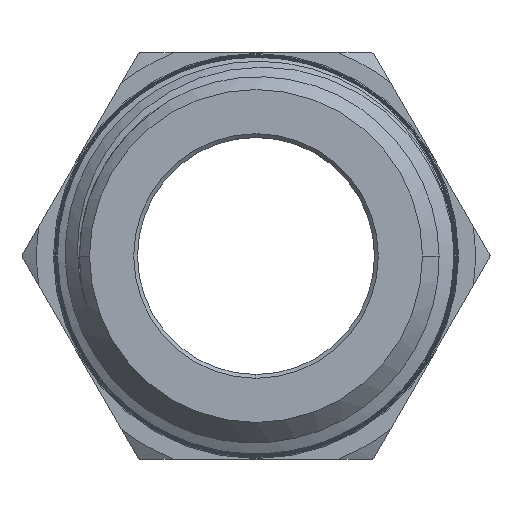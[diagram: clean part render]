
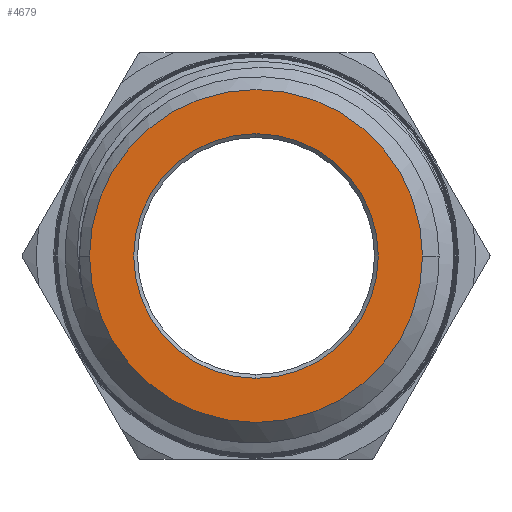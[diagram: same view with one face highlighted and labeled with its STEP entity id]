
A CAD part, left-side view. The second image highlights one B-rep face of the part: STEP entity #4679.
In plain terms, the highlighted planar face has unit normal (-1, 0, 0).
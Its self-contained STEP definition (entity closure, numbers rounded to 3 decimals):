
#1266=CARTESIAN_POINT('',(-15.85,0.,0.));
#1267=DIRECTION('',(1.,0.,0.));
#1268=DIRECTION('',(0.,-1.,0.));
#1269=AXIS2_PLACEMENT_3D('',#1266,#1267,#1268);
#1271=CARTESIAN_POINT('',(-15.85,0.,0.));
#1272=DIRECTION('',(1.,0.,0.));
#1273=DIRECTION('',(0.,1.,0.));
#1274=AXIS2_PLACEMENT_3D('',#1271,#1272,#1273);
#1276=CARTESIAN_POINT('',(-15.85,0.,0.));
#1277=DIRECTION('',(1.,0.,0.));
#1278=DIRECTION('',(0.,0.,1.));
#1279=AXIS2_PLACEMENT_3D('',#1276,#1277,#1278);
#1281=CARTESIAN_POINT('',(-15.85,0.,0.));
#1282=DIRECTION('',(1.,0.,0.));
#1283=DIRECTION('',(0.,0.,-1.));
#1284=AXIS2_PLACEMENT_3D('',#1281,#1282,#1283);
#3067=CARTESIAN_POINT('',(-15.85,-11.027,0.));
#3068=CARTESIAN_POINT('',(-15.85,11.027,0.));
#3069=VERTEX_POINT('',#3067);
#3070=VERTEX_POINT('',#3068);
#3084=CARTESIAN_POINT('',(-15.85,0.,8.1));
#3085=CARTESIAN_POINT('',(-15.85,0.,-8.1));
#3086=VERTEX_POINT('',#3084);
#3087=VERTEX_POINT('',#3085);
#4664=CARTESIAN_POINT('',(-15.85,0.,0.));
#4665=DIRECTION('',(1.,0.,0.));
#4666=DIRECTION('',(0.,-1.,0.));
#4667=AXIS2_PLACEMENT_3D('',#4664,#4665,#4666);
#4668=PLANE('',#4667);
#4669=ORIENTED_EDGE('',*,*,#4489,.T.);
#4670=ORIENTED_EDGE('',*,*,#4654,.T.);
#4671=EDGE_LOOP('',(#4669,#4670));
#4672=FACE_OUTER_BOUND('',#4671,.F.);
#4674=ORIENTED_EDGE('',*,*,#4673,.F.);
#4676=ORIENTED_EDGE('',*,*,#4675,.F.);
#4677=EDGE_LOOP('',(#4674,#4676));
#4678=FACE_BOUND('',#4677,.F.);
#1270=CIRCLE('',#1269,11.027);
#1275=CIRCLE('',#1274,11.027);
#1280=CIRCLE('',#1279,8.1);
#1285=CIRCLE('',#1284,8.1);
#4489=EDGE_CURVE('',#3069,#3070,#1270,.T.);
#4654=EDGE_CURVE('',#3070,#3069,#1275,.T.);
#4673=EDGE_CURVE('',#3086,#3087,#1280,.T.);
#4675=EDGE_CURVE('',#3087,#3086,#1285,.T.);
#4679=ADVANCED_FACE('',(#4672,#4678),#4668,.F.);
